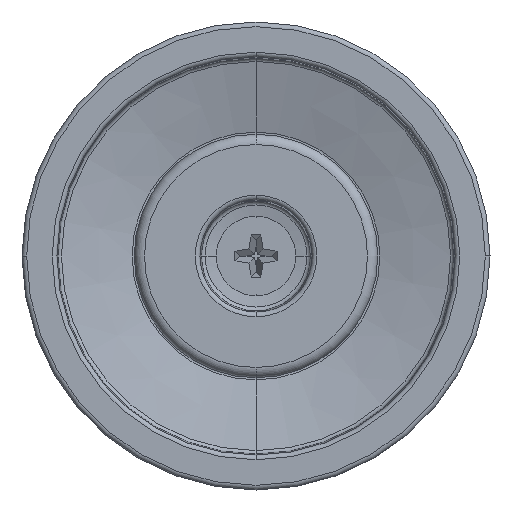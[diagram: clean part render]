
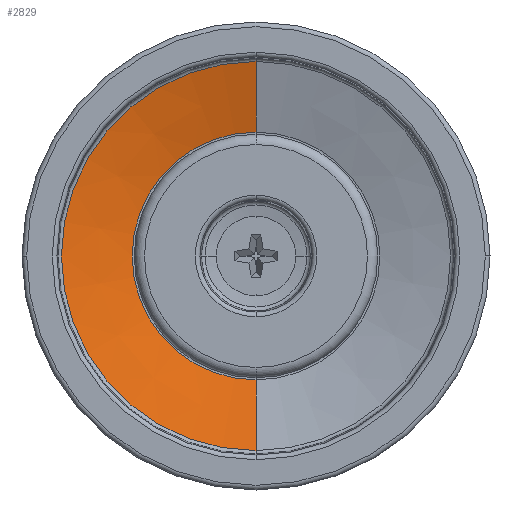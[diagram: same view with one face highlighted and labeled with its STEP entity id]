
A CAD part, front view. The second image highlights one B-rep face of the part: STEP entity #2829.
In plain terms, the highlighted conical face has half-angle 75 degrees and reference radius 20.77 mm.
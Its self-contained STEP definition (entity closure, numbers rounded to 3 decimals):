
#1 = CARTESIAN_POINT ( 'NONE',  ( 0., 7.158, 13.222 ) ) ;
#80 = CIRCLE ( 'NONE', #2051, 13.222 ) ;
#211 = DIRECTION ( 'NONE',  ( 0., -0.259, 0.966 ) ) ;
#227 = CARTESIAN_POINT ( 'NONE',  ( 0., 5.136, -20.77 ) ) ;
#333 = DIRECTION ( 'NONE',  ( 0., -1., 0. ) ) ;
#391 = DIRECTION ( 'NONE',  ( 0., 0., -1. ) ) ;
#410 = EDGE_CURVE ( 'NONE', #2528, #1120, #465, .T. ) ;
#412 = ORIENTED_EDGE ( 'NONE', *, *, #410, .F. ) ;
#465 = LINE ( 'NONE', #688, #840 ) ;
#688 = CARTESIAN_POINT ( 'NONE',  ( 0., 5.136, -20.77 ) ) ;
#739 = AXIS2_PLACEMENT_3D ( 'NONE', #3090, #2809, #391 ) ;
#840 = VECTOR ( 'NONE', #1540, 1000. ) ;
#857 = ORIENTED_EDGE ( 'NONE', *, *, #1745, .T. ) ;
#860 = CARTESIAN_POINT ( 'NONE',  ( 0., 5.136, 0. ) ) ;
#1021 = CARTESIAN_POINT ( 'NONE',  ( 0., 7.158, -13.222 ) ) ;
#1071 = EDGE_CURVE ( 'NONE', #2183, #1561, #1324, .T. ) ;
#1120 = VERTEX_POINT ( 'NONE', #227 ) ;
#1163 = DIRECTION ( 'NONE',  ( 0., 0., -1. ) ) ;
#1179 = DIRECTION ( 'NONE',  ( 0., -1., 0. ) ) ;
#1198 = ORIENTED_EDGE ( 'NONE', *, *, #1950, .F. ) ;
#1280 = ORIENTED_EDGE ( 'NONE', *, *, #1071, .T. ) ;
#1324 = LINE ( 'NONE', #2078, #3358 ) ;
#1540 = DIRECTION ( 'NONE',  ( 0., -0.259, -0.966 ) ) ;
#1561 = VERTEX_POINT ( 'NONE', #1859 ) ;
#1745 = EDGE_CURVE ( 'NONE', #1561, #1120, #3124, .T. ) ;
#1829 = EDGE_LOOP ( 'NONE', ( #1198, #1280, #857, #412 ) ) ;
#1859 = CARTESIAN_POINT ( 'NONE',  ( 0., 5.136, 20.77 ) ) ;
#1950 = EDGE_CURVE ( 'NONE', #2183, #2528, #80, .T. ) ;
#1979 = FACE_OUTER_BOUND ( 'NONE', #1829, .T. ) ;
#2051 = AXIS2_PLACEMENT_3D ( 'NONE', #2757, #333, #1163 ) ;
#2078 = CARTESIAN_POINT ( 'NONE',  ( 0., 5.136, 20.77 ) ) ;
#2183 = VERTEX_POINT ( 'NONE', #1 ) ;
#2528 = VERTEX_POINT ( 'NONE', #1021 ) ;
#2551 = AXIS2_PLACEMENT_3D ( 'NONE', #860, #1179, #3037 ) ;
#2757 = CARTESIAN_POINT ( 'NONE',  ( 0., 7.158, 0. ) ) ;
#2809 = DIRECTION ( 'NONE',  ( 0., -1., 0. ) ) ;
#2829 = ADVANCED_FACE ( 'NONE', ( #1979 ), #3248, .F. ) ;
#3037 = DIRECTION ( 'NONE',  ( 0., 0., -1. ) ) ;
#3090 = CARTESIAN_POINT ( 'NONE',  ( 0., 5.136, 0. ) ) ;
#3124 = CIRCLE ( 'NONE', #739, 20.77 ) ;
#3248 = CONICAL_SURFACE ( 'NONE', #2551, 20.77, 1.309 ) ;
#3358 = VECTOR ( 'NONE', #211, 1000. ) ;
